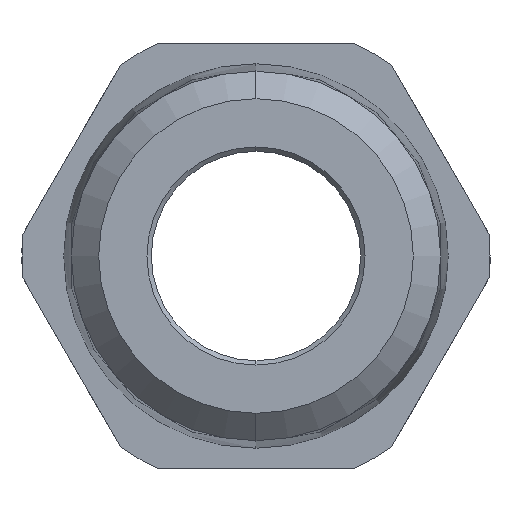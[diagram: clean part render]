
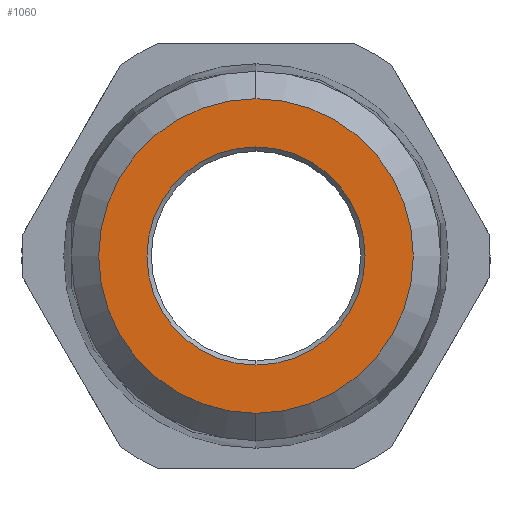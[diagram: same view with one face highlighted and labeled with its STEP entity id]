
A CAD part, left-side view. The second image highlights one B-rep face of the part: STEP entity #1060.
In plain terms, the highlighted planar face has unit normal (-1, 0, 0).
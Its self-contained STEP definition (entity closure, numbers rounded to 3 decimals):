
#5 = DIRECTION ( 'NONE',  ( -1., 0., 0. ) ) ;
#14 = EDGE_CURVE ( 'NONE', #1121, #672, #726, .T. ) ;
#24 = VERTEX_POINT ( 'NONE', #175 ) ;
#118 = DIRECTION ( 'NONE',  ( -1., 0., 0. ) ) ;
#175 = CARTESIAN_POINT ( 'NONE',  ( 0., 0., -8.867 ) ) ;
#243 = EDGE_CURVE ( 'NONE', #1989, #24, #1952, .T. ) ;
#285 = ORIENTED_EDGE ( 'NONE', *, *, #1936, .T. ) ;
#388 = AXIS2_PLACEMENT_3D ( 'NONE', #1589, #118, #1576 ) ;
#418 = DIRECTION ( 'NONE',  ( 1., 0., 0. ) ) ;
#426 = CARTESIAN_POINT ( 'NONE',  ( 0., 0., 0. ) ) ;
#471 = FACE_BOUND ( 'NONE', #1057, .T. ) ;
#671 = DIRECTION ( 'NONE',  ( 0., 0., -1. ) ) ;
#672 = VERTEX_POINT ( 'NONE', #678 ) ;
#678 = CARTESIAN_POINT ( 'NONE',  ( 0., 0., -6.15 ) ) ;
#687 = FACE_OUTER_BOUND ( 'NONE', #986, .T. ) ;
#726 = CIRCLE ( 'NONE', #2869, 6.15 ) ;
#802 = AXIS2_PLACEMENT_3D ( 'NONE', #1428, #1437, #1684 ) ;
#986 = EDGE_LOOP ( 'NONE', ( #285, #2782 ) ) ;
#1057 = EDGE_LOOP ( 'NONE', ( #2290, #1769 ) ) ;
#1060 = ADVANCED_FACE ( 'NONE', ( #471, #687 ), #2818, .F. ) ;
#1103 = CARTESIAN_POINT ( 'NONE',  ( 0., 0., 8.867 ) ) ;
#1121 = VERTEX_POINT ( 'NONE', #1861 ) ;
#1337 = AXIS2_PLACEMENT_3D ( 'NONE', #426, #418, #1843 ) ;
#1428 = CARTESIAN_POINT ( 'NONE',  ( 0., 0., 0. ) ) ;
#1437 = DIRECTION ( 'NONE',  ( 1., 0., 0. ) ) ;
#1576 = DIRECTION ( 'NONE',  ( 0., 0., -1. ) ) ;
#1589 = CARTESIAN_POINT ( 'NONE',  ( 0., 0., 0. ) ) ;
#1684 = DIRECTION ( 'NONE',  ( 0., 0., -1. ) ) ;
#1707 = CARTESIAN_POINT ( 'NONE',  ( 0., 0., 0. ) ) ;
#1769 = ORIENTED_EDGE ( 'NONE', *, *, #2318, .T. ) ;
#1843 = DIRECTION ( 'NONE',  ( 0., 0., -1. ) ) ;
#1861 = CARTESIAN_POINT ( 'NONE',  ( 0., 0., 6.15 ) ) ;
#1936 = EDGE_CURVE ( 'NONE', #24, #1989, #3113, .T. ) ;
#1952 = CIRCLE ( 'NONE', #2425, 8.867 ) ;
#1989 = VERTEX_POINT ( 'NONE', #1103 ) ;
#2290 = ORIENTED_EDGE ( 'NONE', *, *, #14, .T. ) ;
#2318 = EDGE_CURVE ( 'NONE', #672, #1121, #3042, .T. ) ;
#2425 = AXIS2_PLACEMENT_3D ( 'NONE', #1707, #5, #2677 ) ;
#2627 = CARTESIAN_POINT ( 'NONE',  ( 0., 0., 0. ) ) ;
#2677 = DIRECTION ( 'NONE',  ( 0., 0., -1. ) ) ;
#2782 = ORIENTED_EDGE ( 'NONE', *, *, #243, .T. ) ;
#2818 = PLANE ( 'NONE',  #1337 ) ;
#2869 = AXIS2_PLACEMENT_3D ( 'NONE', #2627, #3096, #671 ) ;
#3042 = CIRCLE ( 'NONE', #802, 6.15 ) ;
#3096 = DIRECTION ( 'NONE',  ( 1., 0., 0. ) ) ;
#3113 = CIRCLE ( 'NONE', #388, 8.867 ) ;
